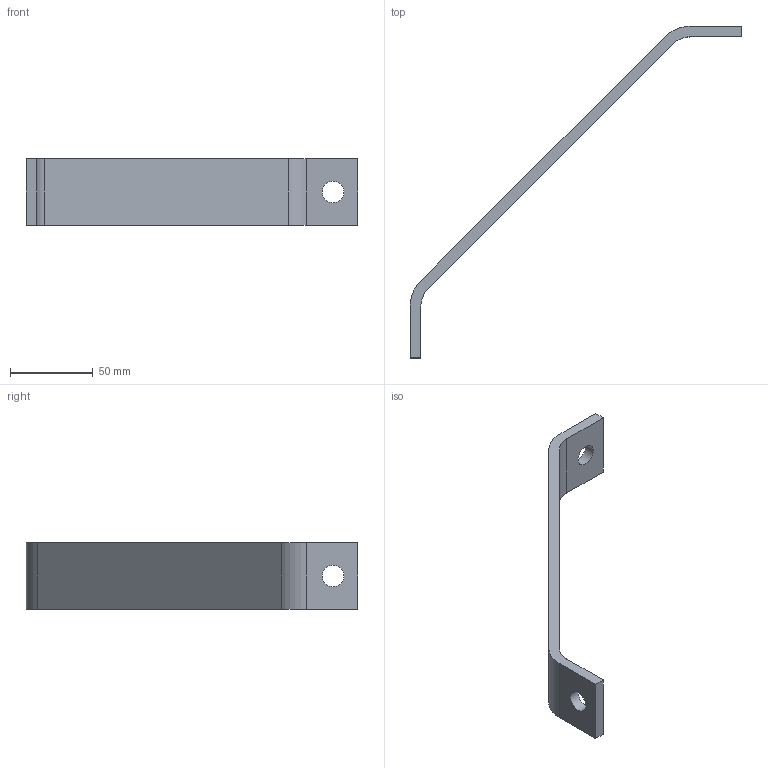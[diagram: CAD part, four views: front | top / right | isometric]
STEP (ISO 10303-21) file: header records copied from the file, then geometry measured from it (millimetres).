
FILE_DESCRIPTION (( 'STEP AP203' ), '1' );
FILE_NAME ('Óêîñèíà BMU-60_BMU6020HDZ.STEP', '2012-11-20T11:50:01', ( 'Àñååâ' ), ( '' ), 'SwSTEP 2.0', 'SolidWorks 2012', '' );
FILE_SCHEMA (( 'CONFIG_CONTROL_DESIGN' ));
Length unit declared in the file: millimetre
Products named in the file (1): Óêîñèíà BMU-60_BMU6020HDZ
Bounding box: 200 x 200 x 40 mm (x, y, z)
Volume: 76036.3 mm3; surface area: 28350.9 mm2
Topology: 1 solids, 1 shells, 16 faces, 43 edges, 29 vertices
Faces by surface type: plane 10, cylinder 6
Full cylindrical faces by diameter (mm): 13 x2
Entity records: 573 total; most frequent: DIRECTION 86, CARTESIAN_POINT 85, ORIENTED_EDGE 80, EDGE_CURVE 40, AXIS2_PLACEMENT_3D 29, VECTOR 28, VERTEX_POINT 28, LINE 28
